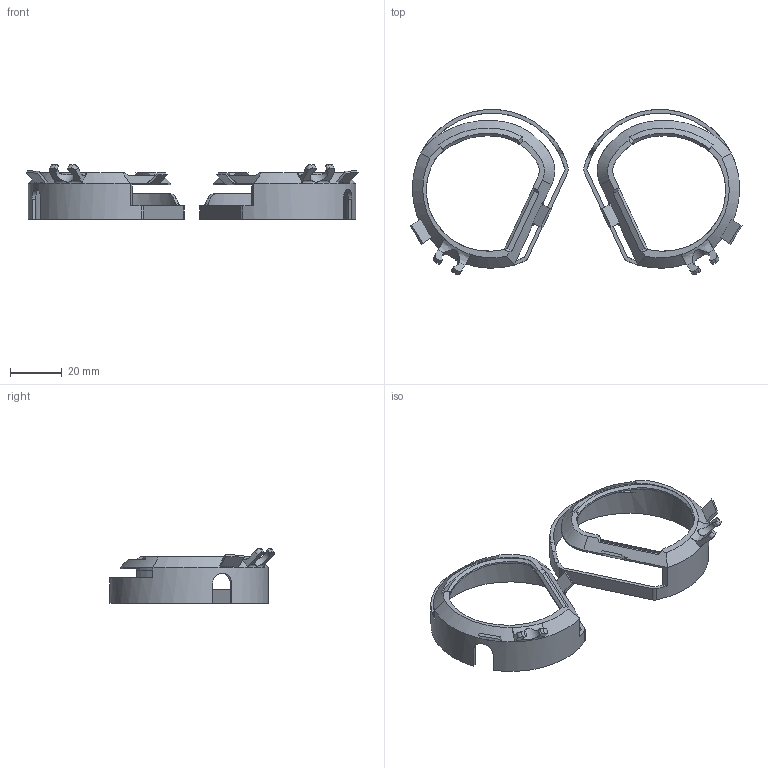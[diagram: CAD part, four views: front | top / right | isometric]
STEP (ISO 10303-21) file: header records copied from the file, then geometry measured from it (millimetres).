
FILE_DESCRIPTION(/* description */ (''),/* implementation_level */ '2;1');
FILE_NAME(/* name */ 'INDEX VROptician Lense Mounts (2022).step',/* time_stamp */ '2023-02-02T19:42:49+01:00',/* author */ (''),/* organization */ (''),/* preprocessor_version */ 'ST-DEVELOPER v19.2',/* originating_system */ 'Autodesk Translation Framework v11.17.0.187',/* authorisation */ '');
FILE_SCHEMA (('AUTOMOTIVE_DESIGN { 1 0 10303 214 3 1 1 }'));
Length unit declared in the file: millimetre
Products named in the file (1): iNDEX lENSE
Bounding box: 128.59 x 63.9 x 21.25 mm (x, y, z)
Volume: 9762.5 mm3; surface area: 13924.1 mm2
Topology: 2 solids, 2 shells, 166 faces, 490 edges, 318 vertices
Faces by surface type: plane 96, cylinder 38, bspline 28, cone 4
Entity records: 9770 total; most frequent: CARTESIAN_POINT 5559, ORIENTED_EDGE 980, DIRECTION 752, EDGE_CURVE 490, VERTEX_POINT 318, AXIS2_PLACEMENT_3D 253, LINE 246, VECTOR 246
